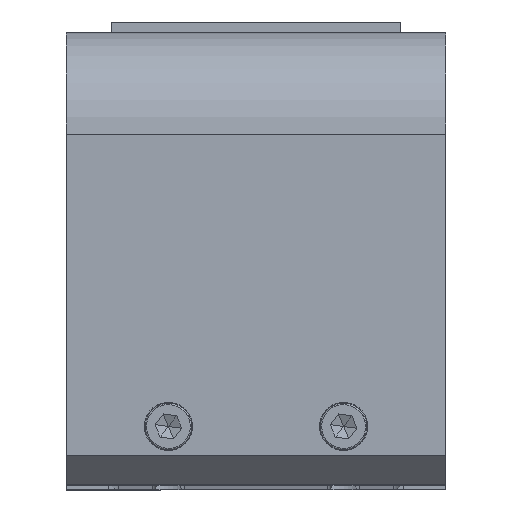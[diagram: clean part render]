
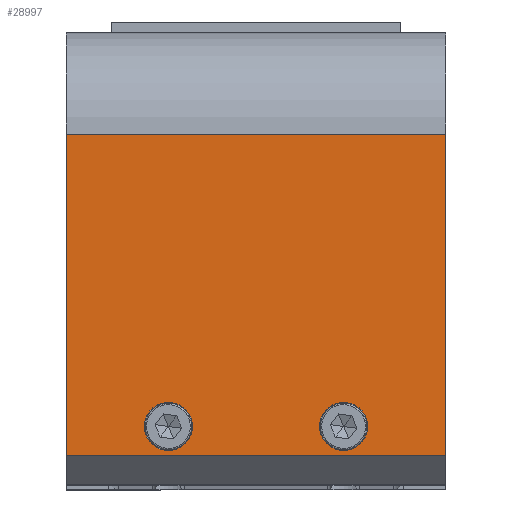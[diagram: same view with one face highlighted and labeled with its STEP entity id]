
A CAD part, top view. The second image highlights one B-rep face of the part: STEP entity #28997.
In plain terms, the highlighted planar face has unit normal (0, 0, 1).
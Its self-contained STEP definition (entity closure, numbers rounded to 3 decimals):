
#1501 = ORIENTED_EDGE ( 'NONE', *, *, #63635, .T. ) ;
#2448 = FACE_OUTER_BOUND ( 'NONE', #148101, .T. ) ;
#2741 = VERTEX_POINT ( 'NONE', #87903 ) ;
#6335 = VERTEX_POINT ( 'NONE', #107198 ) ;
#7167 = CARTESIAN_POINT ( 'NONE',  ( 105.217, 207.762, 762.525 ) ) ;
#9986 = ORIENTED_EDGE ( 'NONE', *, *, #72506, .F. ) ;
#11001 = VERTEX_POINT ( 'NONE', #53686 ) ;
#12728 = DIRECTION ( 'NONE',  ( 1., 0., 0. ) ) ;
#13492 = ORIENTED_EDGE ( 'NONE', *, *, #128557, .F. ) ;
#13835 = AXIS2_PLACEMENT_3D ( 'NONE', #19126, #33037, #115948 ) ;
#19126 = CARTESIAN_POINT ( 'NONE',  ( 113.467, 207.762, 762.525 ) ) ;
#21910 = AXIS2_PLACEMENT_3D ( 'NONE', #75003, #25837, #12728 ) ;
#24653 = AXIS2_PLACEMENT_3D ( 'NONE', #84749, #28401, #49531 ) ;
#25806 = CARTESIAN_POINT ( 'NONE',  ( 78.467, 197.762, 762.525 ) ) ;
#25837 = DIRECTION ( 'NONE',  ( 0., 0., 1. ) ) ;
#26862 = CIRCLE ( 'NONE', #21910, 8.25 ) ;
#27989 = EDGE_LOOP ( 'NONE', ( #13492, #111208 ) ) ;
#28401 = DIRECTION ( 'NONE',  ( 0., 0., 1. ) ) ;
#28997 = ADVANCED_FACE ( 'NONE', ( #62381, #38177, #2448 ), #95415, .F. ) ;
#33037 = DIRECTION ( 'NONE',  ( 0., 0., 1. ) ) ;
#35522 = ORIENTED_EDGE ( 'NONE', *, *, #98206, .F. ) ;
#38177 = FACE_BOUND ( 'NONE', #122093, .T. ) ;
#40621 = CARTESIAN_POINT ( 'NONE',  ( 208.467, 197.762, 762.525 ) ) ;
#41070 = CIRCLE ( 'NONE', #13835, 8.25 ) ;
#41398 = LINE ( 'NONE', #40621, #81064 ) ;
#42222 = VERTEX_POINT ( 'NONE', #108650 ) ;
#48243 = ORIENTED_EDGE ( 'NONE', *, *, #76875, .T. ) ;
#49531 = DIRECTION ( 'NONE',  ( 1., 0., 0. ) ) ;
#50331 = CARTESIAN_POINT ( 'NONE',  ( 208.467, 197.762, 762.525 ) ) ;
#53686 = CARTESIAN_POINT ( 'NONE',  ( 181.717, 207.762, 762.525 ) ) ;
#53866 = VERTEX_POINT ( 'NONE', #88217 ) ;
#55846 = DIRECTION ( 'NONE',  ( 0., -1., 0. ) ) ;
#57900 = AXIS2_PLACEMENT_3D ( 'NONE', #113219, #113995, #103881 ) ;
#62023 = CIRCLE ( 'NONE', #24653, 8.25 ) ;
#62381 = FACE_BOUND ( 'NONE', #27989, .T. ) ;
#63635 = EDGE_CURVE ( 'NONE', #2741, #79985, #115340, .T. ) ;
#66887 = DIRECTION ( 'NONE',  ( -1., 0., 0. ) ) ;
#72506 = EDGE_CURVE ( 'NONE', #11001, #42222, #26862, .T. ) ;
#75003 = CARTESIAN_POINT ( 'NONE',  ( 173.467, 207.762, 762.525 ) ) ;
#75497 = VERTEX_POINT ( 'NONE', #7167 ) ;
#76875 = EDGE_CURVE ( 'NONE', #53866, #2741, #126387, .T. ) ;
#79333 = VECTOR ( 'NONE', #98137, 1000. ) ;
#79985 = VERTEX_POINT ( 'NONE', #25806 ) ;
#80947 = CARTESIAN_POINT ( 'NONE',  ( 208.467, 307.762, 762.525 ) ) ;
#81064 = VECTOR ( 'NONE', #111851, 1000. ) ;
#82974 = CARTESIAN_POINT ( 'NONE',  ( 121.717, 207.762, 762.525 ) ) ;
#84749 = CARTESIAN_POINT ( 'NONE',  ( 113.467, 207.762, 762.525 ) ) ;
#87903 = CARTESIAN_POINT ( 'NONE',  ( 78.467, 307.762, 762.525 ) ) ;
#88217 = CARTESIAN_POINT ( 'NONE',  ( 208.467, 307.762, 762.525 ) ) ;
#95415 = PLANE ( 'NONE',  #97396 ) ;
#95553 = CIRCLE ( 'NONE', #57900, 8.25 ) ;
#96940 = DIRECTION ( 'NONE',  ( -1., 0., 0. ) ) ;
#97396 = AXIS2_PLACEMENT_3D ( 'NONE', #131298, #107109, #96940 ) ;
#97923 = VECTOR ( 'NONE', #55846, 1000. ) ;
#98137 = DIRECTION ( 'NONE',  ( -1., 0., 0. ) ) ;
#98206 = EDGE_CURVE ( 'NONE', #42222, #11001, #95553, .T. ) ;
#100581 = CARTESIAN_POINT ( 'NONE',  ( 78.467, 197.762, 762.525 ) ) ;
#103881 = DIRECTION ( 'NONE',  ( 1., 0., 0. ) ) ;
#107109 = DIRECTION ( 'NONE',  ( 0., 0., -1. ) ) ;
#107198 = CARTESIAN_POINT ( 'NONE',  ( 208.467, 197.762, 762.525 ) ) ;
#108650 = CARTESIAN_POINT ( 'NONE',  ( 165.217, 207.762, 762.525 ) ) ;
#109900 = LINE ( 'NONE', #50331, #79333 ) ;
#110881 = EDGE_CURVE ( 'NONE', #6335, #79985, #109900, .T. ) ;
#111208 = ORIENTED_EDGE ( 'NONE', *, *, #114609, .F. ) ;
#111851 = DIRECTION ( 'NONE',  ( 0., -1., 0. ) ) ;
#113219 = CARTESIAN_POINT ( 'NONE',  ( 173.467, 207.762, 762.525 ) ) ;
#113995 = DIRECTION ( 'NONE',  ( 0., 0., 1. ) ) ;
#114609 = EDGE_CURVE ( 'NONE', #75497, #127738, #62023, .T. ) ;
#115340 = LINE ( 'NONE', #100581, #97923 ) ;
#115948 = DIRECTION ( 'NONE',  ( 1., 0., 0. ) ) ;
#122093 = EDGE_LOOP ( 'NONE', ( #9986, #35522 ) ) ;
#126387 = LINE ( 'NONE', #80947, #142538 ) ;
#127738 = VERTEX_POINT ( 'NONE', #82974 ) ;
#128557 = EDGE_CURVE ( 'NONE', #127738, #75497, #41070, .T. ) ;
#131298 = CARTESIAN_POINT ( 'NONE',  ( 208.467, 197.762, 762.525 ) ) ;
#131944 = ORIENTED_EDGE ( 'NONE', *, *, #148787, .F. ) ;
#142170 = ORIENTED_EDGE ( 'NONE', *, *, #110881, .F. ) ;
#142538 = VECTOR ( 'NONE', #66887, 1000. ) ;
#148101 = EDGE_LOOP ( 'NONE', ( #1501, #142170, #131944, #48243 ) ) ;
#148787 = EDGE_CURVE ( 'NONE', #53866, #6335, #41398, .T. ) ;
